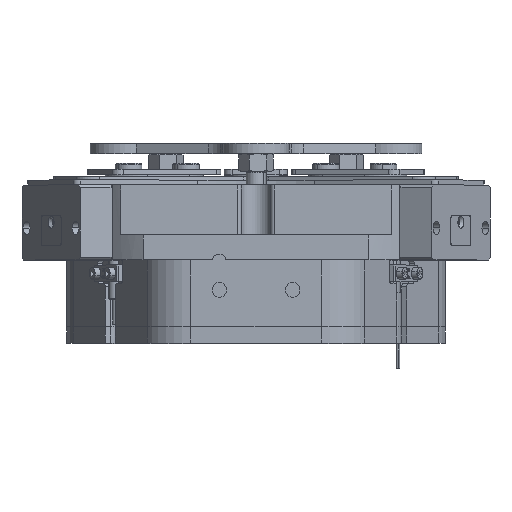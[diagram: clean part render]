
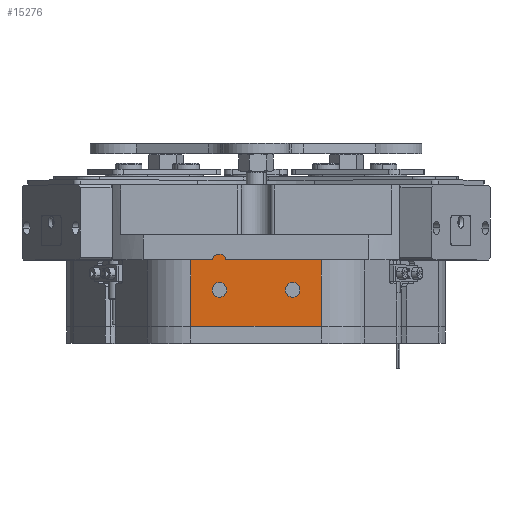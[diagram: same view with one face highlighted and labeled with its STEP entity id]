
A CAD part, top view. The second image highlights one B-rep face of the part: STEP entity #15276.
In plain terms, the highlighted planar face has unit normal (0, 0, 1).
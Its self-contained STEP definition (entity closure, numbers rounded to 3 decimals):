
#673 = FACE_BOUND ( 'NONE', #39123, .T. ) ;
#1236 = CARTESIAN_POINT ( 'NONE',  ( 26.4, 22., 104. ) ) ;
#1303 = DIRECTION ( 'NONE',  ( 1., 0., 0. ) ) ;
#1338 = AXIS2_PLACEMENT_3D ( 'NONE', #4789, #59021, #32157 ) ;
#3199 = FACE_OUTER_BOUND ( 'NONE', #55392, .T. ) ;
#3391 = DIRECTION ( 'NONE',  ( 1., 0., 0. ) ) ;
#3714 = CARTESIAN_POINT ( 'NONE',  ( -22., 39.5, 104. ) ) ;
#3906 = LINE ( 'NONE', #33889, #43565 ) ;
#4674 = EDGE_CURVE ( 'NONE', #43308, #49198, #7666, .T. ) ;
#4789 = CARTESIAN_POINT ( 'NONE',  ( 0., 40., 104. ) ) ;
#5626 = AXIS2_PLACEMENT_3D ( 'NONE', #3714, #19542, #47077 ) ;
#6043 = VECTOR ( 'NONE', #1303, 1000. ) ;
#6466 = LINE ( 'NONE', #49768, #19122 ) ;
#7666 = CIRCLE ( 'NONE', #50194, 4.4 ) ;
#7876 = EDGE_CURVE ( 'NONE', #40355, #44678, #12615, .T. ) ;
#9058 = DIRECTION ( 'NONE',  ( 0., 0., 1. ) ) ;
#9440 = EDGE_CURVE ( 'NONE', #16989, #44678, #28455, .T. ) ;
#11211 = VERTEX_POINT ( 'NONE', #21365 ) ;
#11579 = DIRECTION ( 'NONE',  ( 0., -1., 0. ) ) ;
#11770 = ORIENTED_EDGE ( 'NONE', *, *, #16958, .F. ) ;
#12568 = ORIENTED_EDGE ( 'NONE', *, *, #29224, .T. ) ;
#12615 = LINE ( 'NONE', #19921, #42118 ) ;
#13807 = AXIS2_PLACEMENT_3D ( 'NONE', #32971, #43581, #64840 ) ;
#14098 = VECTOR ( 'NONE', #25259, 1000. ) ;
#15276 = ADVANCED_FACE ( 'NONE', ( #3199, #673, #15871 ), #69424, .F. ) ;
#15871 = FACE_BOUND ( 'NONE', #55301, .T. ) ;
#15881 = EDGE_CURVE ( 'NONE', #28616, #48169, #6466, .T. ) ;
#16958 = EDGE_CURVE ( 'NONE', #49198, #43308, #69673, .T. ) ;
#16989 = VERTEX_POINT ( 'NONE', #33633 ) ;
#18204 = VERTEX_POINT ( 'NONE', #64333 ) ;
#19122 = VECTOR ( 'NONE', #11579, 1000. ) ;
#19436 = ORIENTED_EDGE ( 'NONE', *, *, #9440, .T. ) ;
#19542 = DIRECTION ( 'NONE',  ( 0., 0., 1. ) ) ;
#19921 = CARTESIAN_POINT ( 'NONE',  ( 0., 40., 104. ) ) ;
#20426 = LINE ( 'NONE', #27722, #6043 ) ;
#21365 = CARTESIAN_POINT ( 'NONE',  ( -25.969, 40., 104. ) ) ;
#21609 = CARTESIAN_POINT ( 'NONE',  ( -18.031, 40., 104. ) ) ;
#25259 = DIRECTION ( 'NONE',  ( 0., 1., 0. ) ) ;
#25363 = DIRECTION ( 'NONE',  ( 0., 0., 1. ) ) ;
#27722 = CARTESIAN_POINT ( 'NONE',  ( 0., 0., 104. ) ) ;
#28455 = LINE ( 'NONE', #51692, #14098 ) ;
#28616 = VERTEX_POINT ( 'NONE', #65605 ) ;
#29224 = EDGE_CURVE ( 'NONE', #40355, #11211, #49183, .T. ) ;
#29922 = EDGE_CURVE ( 'NONE', #48169, #16989, #20426, .T. ) ;
#30546 = CARTESIAN_POINT ( 'NONE',  ( -22., 22., 104. ) ) ;
#31221 = ORIENTED_EDGE ( 'NONE', *, *, #53148, .F. ) ;
#31723 = CARTESIAN_POINT ( 'NONE',  ( 22., 22., 104. ) ) ;
#32157 = DIRECTION ( 'NONE',  ( -1., 0., 0. ) ) ;
#32971 = CARTESIAN_POINT ( 'NONE',  ( -22., 22., 104. ) ) ;
#33633 = CARTESIAN_POINT ( 'NONE',  ( 39.26, 0., 104. ) ) ;
#33669 = DIRECTION ( 'NONE',  ( 1., 0., 0. ) ) ;
#33855 = CARTESIAN_POINT ( 'NONE',  ( 22., 22., 104. ) ) ;
#33889 = CARTESIAN_POINT ( 'NONE',  ( 0., 40., 104. ) ) ;
#36203 = DIRECTION ( 'NONE',  ( 1., 0., 0. ) ) ;
#38316 = ORIENTED_EDGE ( 'NONE', *, *, #47355, .F. ) ;
#39123 = EDGE_LOOP ( 'NONE', ( #63296, #11770 ) ) ;
#39431 = ORIENTED_EDGE ( 'NONE', *, *, #29922, .T. ) ;
#40355 = VERTEX_POINT ( 'NONE', #21609 ) ;
#42019 = CIRCLE ( 'NONE', #13807, 4.4 ) ;
#42118 = VECTOR ( 'NONE', #3391, 1000. ) ;
#43308 = VERTEX_POINT ( 'NONE', #1236 ) ;
#43565 = VECTOR ( 'NONE', #33669, 1000. ) ;
#43581 = DIRECTION ( 'NONE',  ( 0., 0., 1. ) ) ;
#44678 = VERTEX_POINT ( 'NONE', #61592 ) ;
#44937 = DIRECTION ( 'NONE',  ( 1., 0., 0. ) ) ;
#47077 = DIRECTION ( 'NONE',  ( -1., 0., 0. ) ) ;
#47355 = EDGE_CURVE ( 'NONE', #47867, #18204, #69689, .T. ) ;
#47867 = VERTEX_POINT ( 'NONE', #62554 ) ;
#48169 = VERTEX_POINT ( 'NONE', #69581 ) ;
#49183 = CIRCLE ( 'NONE', #5626, 4. ) ;
#49198 = VERTEX_POINT ( 'NONE', #64672 ) ;
#49768 = CARTESIAN_POINT ( 'NONE',  ( -39.26, 0., 104. ) ) ;
#50194 = AXIS2_PLACEMENT_3D ( 'NONE', #31723, #25363, #69205 ) ;
#51692 = CARTESIAN_POINT ( 'NONE',  ( 39.26, 40., 104. ) ) ;
#53148 = EDGE_CURVE ( 'NONE', #18204, #47867, #42019, .T. ) ;
#53911 = ORIENTED_EDGE ( 'NONE', *, *, #55314, .F. ) ;
#53991 = ORIENTED_EDGE ( 'NONE', *, *, #15881, .T. ) ;
#55301 = EDGE_LOOP ( 'NONE', ( #38316, #31221 ) ) ;
#55314 = EDGE_CURVE ( 'NONE', #28616, #11211, #3906, .T. ) ;
#55392 = EDGE_LOOP ( 'NONE', ( #63256, #12568, #53911, #53991, #39431, #19436 ) ) ;
#59021 = DIRECTION ( 'NONE',  ( 0., 0., -1. ) ) ;
#60226 = AXIS2_PLACEMENT_3D ( 'NONE', #33855, #65949, #44937 ) ;
#61592 = CARTESIAN_POINT ( 'NONE',  ( 39.26, 40., 104. ) ) ;
#62554 = CARTESIAN_POINT ( 'NONE',  ( -17.6, 22., 104. ) ) ;
#63256 = ORIENTED_EDGE ( 'NONE', *, *, #7876, .F. ) ;
#63296 = ORIENTED_EDGE ( 'NONE', *, *, #4674, .F. ) ;
#64333 = CARTESIAN_POINT ( 'NONE',  ( -26.4, 22., 104. ) ) ;
#64672 = CARTESIAN_POINT ( 'NONE',  ( 17.6, 22., 104. ) ) ;
#64840 = DIRECTION ( 'NONE',  ( 1., 0., 0. ) ) ;
#65605 = CARTESIAN_POINT ( 'NONE',  ( -39.26, 40., 104. ) ) ;
#65949 = DIRECTION ( 'NONE',  ( 0., 0., 1. ) ) ;
#66921 = AXIS2_PLACEMENT_3D ( 'NONE', #30546, #9058, #36203 ) ;
#69205 = DIRECTION ( 'NONE',  ( 1., 0., 0. ) ) ;
#69424 = PLANE ( 'NONE',  #1338 ) ;
#69581 = CARTESIAN_POINT ( 'NONE',  ( -39.26, 0., 104. ) ) ;
#69673 = CIRCLE ( 'NONE', #60226, 4.4 ) ;
#69689 = CIRCLE ( 'NONE', #66921, 4.4 ) ;
